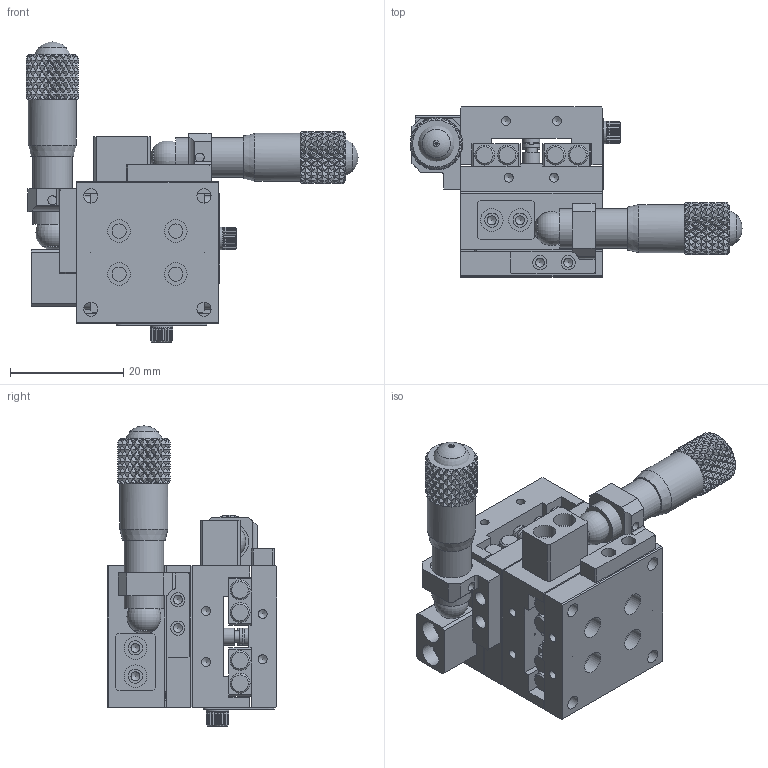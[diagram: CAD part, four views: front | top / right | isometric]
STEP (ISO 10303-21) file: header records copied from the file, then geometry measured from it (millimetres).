
FILE_DESCRIPTION (( 'STEP AP203' ), '1' );
FILE_NAME ('528880.STEP', '2024-10-17T10:12:52', ( 'Windows User' ), ( 'P R C' ), 'SwSTEP 2.0', 'SolidWorks 2020', '' );
FILE_SCHEMA (( 'CONFIG_CONTROL_DESIGN' ));
Length unit declared in the file: millimetre
Products named in the file (1): 528880
Bounding box: 58.65 x 30 x 53 mm (x, y, z)
Volume: 19367.4 mm3; surface area: 17316.2 mm2
Topology: 6 solids, 12 shells, 2556 faces, 5256 edges, 2844 vertices
Faces by surface type: bspline 1280, cylinder 588, plane 440, cone 238, torus 10
Full cylindrical faces by diameter (mm): 1.567 x58, 1.6 x16, 2 x10, 2.459 x8, 2.5 x38, 2.938 x2, 2.97 x2, 3 x20, 3.5 x18, 4 x30, 5 x2, 6 x2, 7 x2, 7.4 x2, 8.5 x2
Entity records: 89271 total; most frequent: CARTESIAN_POINT 52171, ORIENTED_EDGE 9748, EDGE_CURVE 4874, DIRECTION 4704, EDGE_LOOP 3016, FACE_OUTER_BOUND 2770, VERTEX_POINT 2758, ADVANCED_FACE 2556
